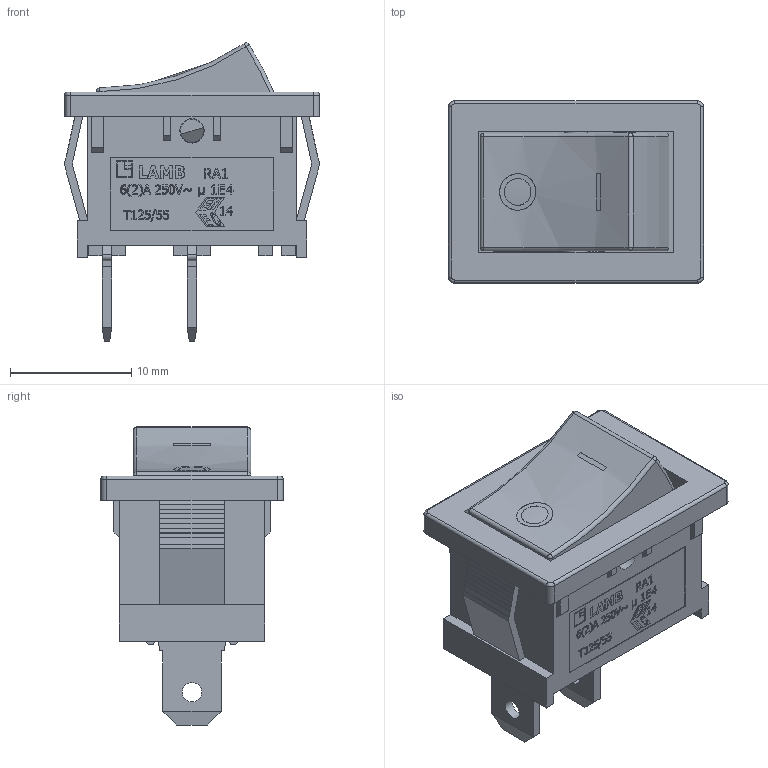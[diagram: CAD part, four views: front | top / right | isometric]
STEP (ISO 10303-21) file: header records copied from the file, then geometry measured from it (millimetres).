
FILE_DESCRIPTION(/* description */ (''),/* implementation_level */ '2;1');
FILE_NAME(/* name */ 'RA1113112R.stp',/* time_stamp */ '2020-08-05T17:13:56-05:00',/* author */ ('mwilliams'),/* organization */ (''),/* preprocessor_version */ 'ST-DEVELOPER v18',/* originating_system */ 'Autodesk Inventor 2020',/* authorisation */ '');
FILE_SCHEMA (('AUTOMOTIVE_DESIGN { 1 0 10303 214 3 1 1 }'));
Length unit declared in the file: inch
Products named in the file (1): 38-RA11131121_Shrinkwrap_1
Bounding box: 21 x 15 x 24.54 mm (x, y, z)
Volume: 1504 mm3; surface area: 3457.1 mm2
Topology: 4 solids, 4 shells, 773 faces, 2079 edges, 1374 vertices
Faces by surface type: plane 557, bspline 176, cylinder 30, torus 6, sphere 4
Full cylindrical faces by diameter (mm): 1.6 x2, 2 x2
Entity records: 28100 total; most frequent: CARTESIAN_POINT 8988, ORIENTED_EDGE 4158, DIRECTION 3007, EDGE_CURVE 2079, LINE 1651, VECTOR 1651, VERTEX_POINT 1374, EDGE_LOOP 845
